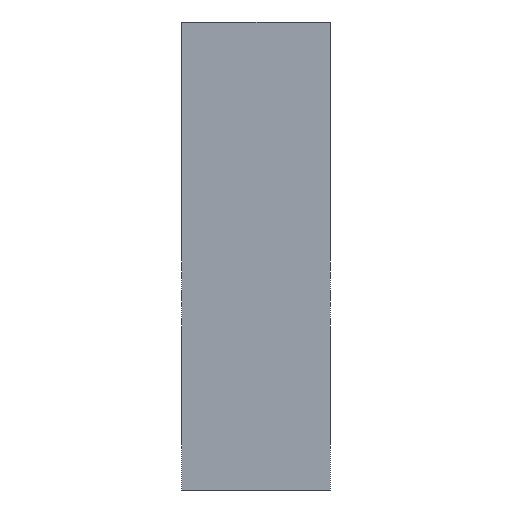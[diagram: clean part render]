
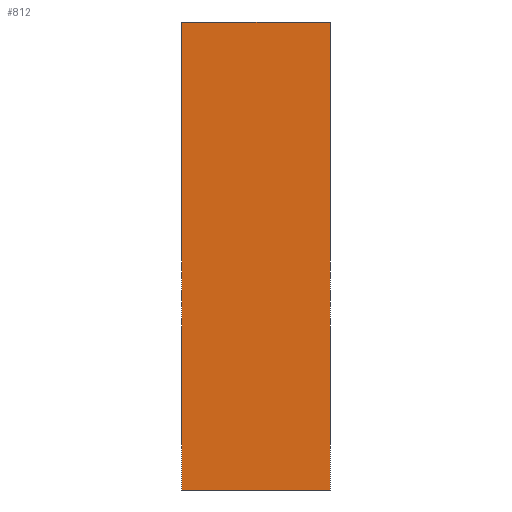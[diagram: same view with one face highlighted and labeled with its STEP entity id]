
A CAD part, left-side view. The second image highlights one B-rep face of the part: STEP entity #812.
In plain terms, the highlighted planar face has unit normal (-1, 0, 0).
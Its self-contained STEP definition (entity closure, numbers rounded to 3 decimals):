
#20 = CARTESIAN_POINT ( 'NONE',  ( -87.5, -17.5, 85. ) ) ;
#23 = EDGE_CURVE ( 'NONE', #863, #1192, #756, .T. ) ;
#62 = LINE ( 'NONE', #336, #313 ) ;
#106 = CARTESIAN_POINT ( 'NONE',  ( -87.5, -17.5, 85. ) ) ;
#313 = VECTOR ( 'NONE', #1420, 1000. ) ;
#319 = LINE ( 'NONE', #1495, #1535 ) ;
#336 = CARTESIAN_POINT ( 'NONE',  ( -87.5, -17.5, -25. ) ) ;
#385 = LINE ( 'NONE', #20, #1517 ) ;
#462 = CARTESIAN_POINT ( 'NONE',  ( -87.5, 17.5, 85. ) ) ;
#493 = FACE_OUTER_BOUND ( 'NONE', #1168, .T. ) ;
#519 = VECTOR ( 'NONE', #1103, 1000. ) ;
#562 = EDGE_CURVE ( 'NONE', #1192, #1215, #319, .T. ) ;
#588 = DIRECTION ( 'NONE',  ( 0., 0., 1. ) ) ;
#635 = EDGE_CURVE ( 'NONE', #1436, #1215, #385, .T. ) ;
#676 = ORIENTED_EDGE ( 'NONE', *, *, #562, .F. ) ;
#714 = CARTESIAN_POINT ( 'NONE',  ( -87.5, -17.5, -25. ) ) ;
#756 = LINE ( 'NONE', #714, #519 ) ;
#812 = ADVANCED_FACE ( 'NONE', ( #493 ), #1156, .T. ) ;
#863 = VERTEX_POINT ( 'NONE', #1431 ) ;
#864 = ORIENTED_EDGE ( 'NONE', *, *, #1732, .T. ) ;
#883 = DIRECTION ( 'NONE',  ( 0., 1., 0. ) ) ;
#977 = ORIENTED_EDGE ( 'NONE', *, *, #23, .F. ) ;
#1103 = DIRECTION ( 'NONE',  ( 0., 1., 0. ) ) ;
#1151 = CARTESIAN_POINT ( 'NONE',  ( -87.5, -17.5, 25. ) ) ;
#1156 = PLANE ( 'NONE',  #1703 ) ;
#1168 = EDGE_LOOP ( 'NONE', ( #676, #977, #864, #1655 ) ) ;
#1192 = VERTEX_POINT ( 'NONE', #1411 ) ;
#1215 = VERTEX_POINT ( 'NONE', #462 ) ;
#1292 = DIRECTION ( 'NONE',  ( -1., 0., 0. ) ) ;
#1411 = CARTESIAN_POINT ( 'NONE',  ( -87.5, 17.5, -25. ) ) ;
#1420 = DIRECTION ( 'NONE',  ( 0., 0., 1. ) ) ;
#1426 = DIRECTION ( 'NONE',  ( 0., 0., 1. ) ) ;
#1431 = CARTESIAN_POINT ( 'NONE',  ( -87.5, -17.5, -25. ) ) ;
#1436 = VERTEX_POINT ( 'NONE', #106 ) ;
#1495 = CARTESIAN_POINT ( 'NONE',  ( -87.5, 17.5, 25. ) ) ;
#1517 = VECTOR ( 'NONE', #883, 1000. ) ;
#1535 = VECTOR ( 'NONE', #588, 1000. ) ;
#1655 = ORIENTED_EDGE ( 'NONE', *, *, #635, .T. ) ;
#1703 = AXIS2_PLACEMENT_3D ( 'NONE', #1151, #1292, #1426 ) ;
#1732 = EDGE_CURVE ( 'NONE', #863, #1436, #62, .T. ) ;
